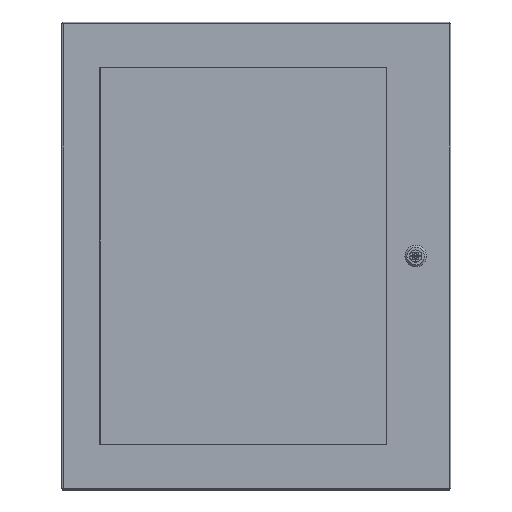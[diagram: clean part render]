
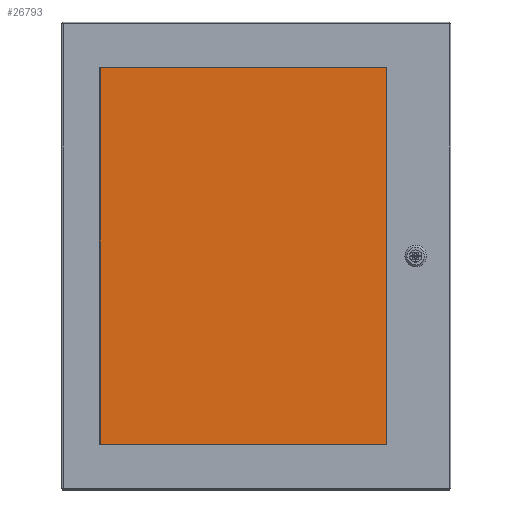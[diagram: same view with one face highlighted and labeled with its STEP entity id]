
A CAD part, front view. The second image highlights one B-rep face of the part: STEP entity #26793.
In plain terms, the highlighted planar face has unit normal (0, -1, 0).
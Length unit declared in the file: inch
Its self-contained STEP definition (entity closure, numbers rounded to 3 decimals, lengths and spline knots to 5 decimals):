
#182 = LINE ( 'NONE', #34812, #7583 ) ;
#568 = ORIENTED_EDGE ( 'NONE', *, *, #25984, .F. ) ;
#2463 = CARTESIAN_POINT ( 'NONE',  ( -7.986, -6.765, -9.6475 ) ) ;
#2927 = VERTEX_POINT ( 'NONE', #2463 ) ;
#3709 = VECTOR ( 'NONE', #22006, 39.37008 ) ;
#3978 = LINE ( 'NONE', #16005, #3709 ) ;
#4809 = VECTOR ( 'NONE', #8270, 39.37008 ) ;
#4815 = DIRECTION ( 'NONE',  ( -1., 0., 0. ) ) ;
#4889 = DIRECTION ( 'NONE',  ( 1., 0., 0. ) ) ;
#5563 = VERTEX_POINT ( 'NONE', #32669 ) ;
#7583 = VECTOR ( 'NONE', #4889, 39.37008 ) ;
#8270 = DIRECTION ( 'NONE',  ( -1., 0., 0. ) ) ;
#8437 = CARTESIAN_POINT ( 'NONE',  ( 7.0675, -6.765, 10.031 ) ) ;
#10425 = DIRECTION ( 'NONE',  ( 0., 0., -1. ) ) ;
#12959 = VERTEX_POINT ( 'NONE', #39669 ) ;
#16005 = CARTESIAN_POINT ( 'NONE',  ( -7.986, -6.765, 9.6465 ) ) ;
#17668 = CARTESIAN_POINT ( 'NONE',  ( -7.986, -6.765, -9.6475 ) ) ;
#18799 = EDGE_CURVE ( 'NONE', #12959, #26586, #182, .T. ) ;
#19530 = VECTOR ( 'NONE', #10425, 39.37008 ) ;
#19627 = CARTESIAN_POINT ( 'NONE',  ( 6.683, -6.765, -9.6475 ) ) ;
#20027 = LINE ( 'NONE', #19627, #19530 ) ;
#20635 = DIRECTION ( 'NONE',  ( 0., -1., 0. ) ) ;
#21928 = EDGE_CURVE ( 'NONE', #5563, #2927, #39150, .T. ) ;
#22006 = DIRECTION ( 'NONE',  ( 0., 0., 1. ) ) ;
#25984 = EDGE_CURVE ( 'NONE', #2927, #12959, #3978, .T. ) ;
#26586 = VERTEX_POINT ( 'NONE', #30475 ) ;
#26793 = ADVANCED_FACE ( 'NONE', ( #38706 ), #29043, .T. ) ;
#29043 = PLANE ( 'NONE',  #38344 ) ;
#29642 = ORIENTED_EDGE ( 'NONE', *, *, #21928, .F. ) ;
#30475 = CARTESIAN_POINT ( 'NONE',  ( 6.683, -6.765, 9.6465 ) ) ;
#32564 = ORIENTED_EDGE ( 'NONE', *, *, #18799, .F. ) ;
#32669 = CARTESIAN_POINT ( 'NONE',  ( 6.683, -6.765, -9.6475 ) ) ;
#33289 = EDGE_CURVE ( 'NONE', #26586, #5563, #20027, .T. ) ;
#34812 = CARTESIAN_POINT ( 'NONE',  ( 6.683, -6.765, 9.6465 ) ) ;
#38344 = AXIS2_PLACEMENT_3D ( 'NONE', #8437, #20635, #4815 ) ;
#38706 = FACE_OUTER_BOUND ( 'NONE', #38987, .T. ) ;
#38987 = EDGE_LOOP ( 'NONE', ( #39030, #32564, #568, #29642 ) ) ;
#39030 = ORIENTED_EDGE ( 'NONE', *, *, #33289, .F. ) ;
#39150 = LINE ( 'NONE', #17668, #4809 ) ;
#39669 = CARTESIAN_POINT ( 'NONE',  ( -7.986, -6.765, 9.6465 ) ) ;
